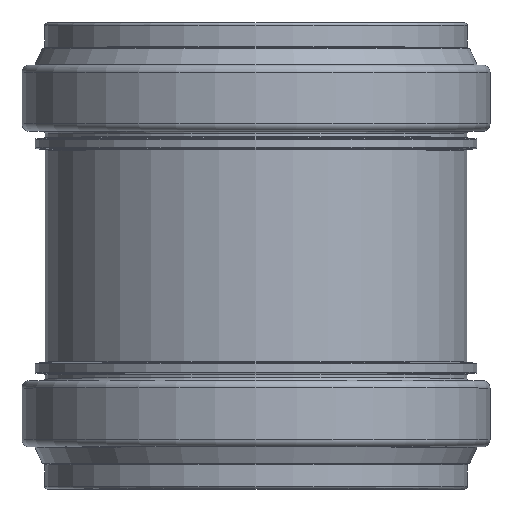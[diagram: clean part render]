
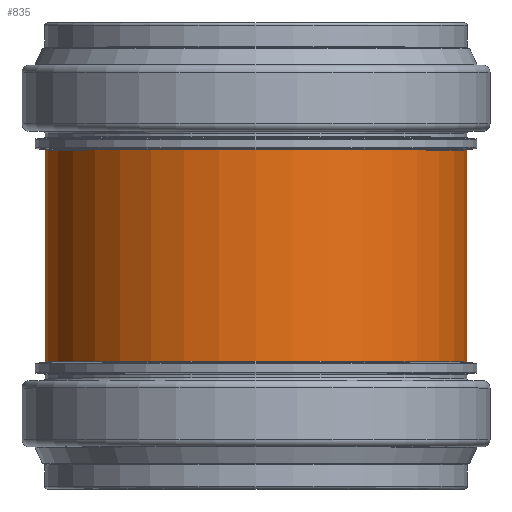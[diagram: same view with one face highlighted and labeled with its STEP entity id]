
A CAD part, top view. The second image highlights one B-rep face of the part: STEP entity #835.
In plain terms, the highlighted cylindrical face has radius 85.05 mm (diameter 170.1 mm), a full revolution.
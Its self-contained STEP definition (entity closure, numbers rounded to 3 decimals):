
#40=CYLINDRICAL_SURFACE('',#975,85.05);
#115=FACE_BOUND('',#328,.T.);
#191=FACE_OUTER_BOUND('',#327,.T.);
#327=EDGE_LOOP('',(#707));
#328=EDGE_LOOP('',(#708));
#382=CIRCLE('',#899,85.05);
#420=CIRCLE('',#974,85.05);
#458=VERTEX_POINT('',#1381);
#496=VERTEX_POINT('',#1494);
#534=EDGE_CURVE('',#458,#458,#382,.T.);
#572=EDGE_CURVE('',#496,#496,#420,.T.);
#707=ORIENTED_EDGE('',*,*,#534,.F.);
#708=ORIENTED_EDGE('',*,*,#572,.T.);
#835=ADVANCED_FACE('',(#191,#115),#40,.T.);
#899=AXIS2_PLACEMENT_3D('',#1382,#1099,#1100);
#974=AXIS2_PLACEMENT_3D('',#1495,#1249,#1250);
#975=AXIS2_PLACEMENT_3D('',#1496,#1251,#1252);
#1099=DIRECTION('center_axis',(0.,-1.,0.));
#1100=DIRECTION('ref_axis',(1.,0.,0.));
#1249=DIRECTION('center_axis',(0.,-1.,0.));
#1250=DIRECTION('ref_axis',(1.,0.,0.));
#1251=DIRECTION('center_axis',(0.,-1.,0.));
#1252=DIRECTION('ref_axis',(1.,0.,0.));
#1381=CARTESIAN_POINT('',(90.004,-42.675,0.));
#1382=CARTESIAN_POINT('Origin',(4.954,-42.675,0.));
#1494=CARTESIAN_POINT('',(90.004,42.675,0.));
#1495=CARTESIAN_POINT('Origin',(4.954,42.675,0.));
#1496=CARTESIAN_POINT('Origin',(4.954,21.338,0.));
